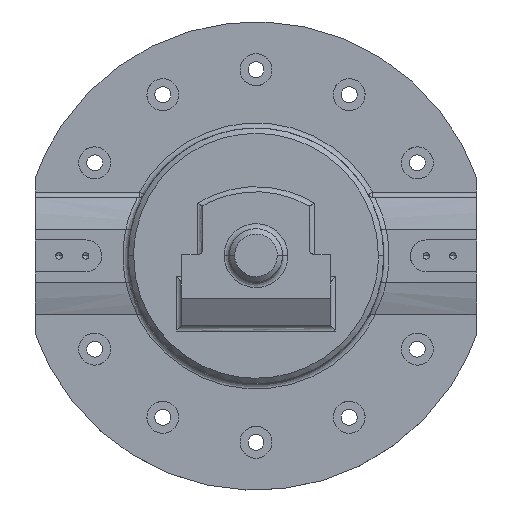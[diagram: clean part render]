
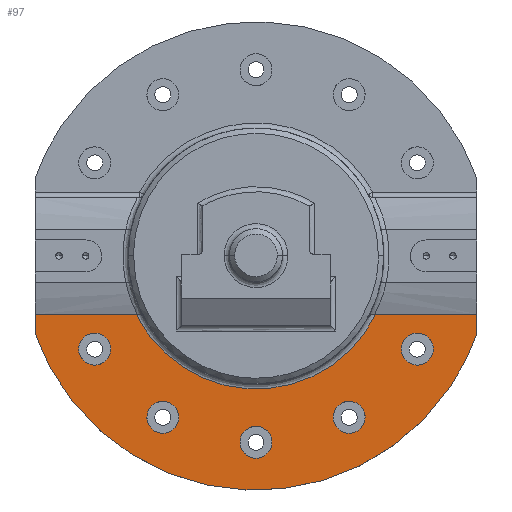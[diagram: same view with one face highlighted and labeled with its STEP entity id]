
A CAD part, top view. The second image highlights one B-rep face of the part: STEP entity #97.
In plain terms, the highlighted planar face has unit normal (0, 0, 1).
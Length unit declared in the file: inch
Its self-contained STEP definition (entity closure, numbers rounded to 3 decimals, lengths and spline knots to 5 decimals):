
#33=FACE_BOUND('',#443,.T.);
#34=FACE_BOUND('',#444,.T.);
#35=FACE_BOUND('',#445,.T.);
#36=FACE_BOUND('',#446,.T.);
#37=FACE_BOUND('',#447,.T.);
#97=ADVANCED_FACE('',(#260,#33,#34,#35,#36,#37),#2543,.T.);
#260=FACE_OUTER_BOUND('',#442,.T.);
#442=EDGE_LOOP('',(#831,#832,#833,#834,#835,#836));
#443=EDGE_LOOP('',(#837,#838));
#444=EDGE_LOOP('',(#839,#840));
#445=EDGE_LOOP('',(#841,#842));
#446=EDGE_LOOP('',(#843,#844));
#447=EDGE_LOOP('',(#845,#846));
#831=ORIENTED_EDGE('',*,*,#1486,.T.);
#832=ORIENTED_EDGE('',*,*,#1536,.T.);
#833=ORIENTED_EDGE('',*,*,#1537,.T.);
#834=ORIENTED_EDGE('',*,*,#1782,.T.);
#835=ORIENTED_EDGE('',*,*,#1538,.T.);
#836=ORIENTED_EDGE('',*,*,#1532,.F.);
#837=ORIENTED_EDGE('',*,*,#1688,.T.);
#838=ORIENTED_EDGE('',*,*,#1689,.T.);
#839=ORIENTED_EDGE('',*,*,#1678,.T.);
#840=ORIENTED_EDGE('',*,*,#1679,.T.);
#841=ORIENTED_EDGE('',*,*,#1668,.T.);
#842=ORIENTED_EDGE('',*,*,#1669,.T.);
#843=ORIENTED_EDGE('',*,*,#1658,.T.);
#844=ORIENTED_EDGE('',*,*,#1659,.T.);
#845=ORIENTED_EDGE('',*,*,#1648,.T.);
#846=ORIENTED_EDGE('',*,*,#1649,.T.);
#1486=EDGE_CURVE('',#2335,#2336,#2071,.T.);
#1532=EDGE_CURVE('',#2335,#2379,#1906,.T.);
#1536=EDGE_CURVE('',#2336,#2381,#1910,.T.);
#1537=EDGE_CURVE('',#2381,#2382,#1911,.T.);
#1538=EDGE_CURVE('',#2383,#2379,#1912,.T.);
#1648=EDGE_CURVE('',#2393,#2392,#2134,.T.);
#1649=EDGE_CURVE('',#2392,#2393,#2135,.T.);
#1658=EDGE_CURVE('',#2391,#2390,#2142,.T.);
#1659=EDGE_CURVE('',#2390,#2391,#2143,.T.);
#1668=EDGE_CURVE('',#2389,#2388,#2150,.T.);
#1669=EDGE_CURVE('',#2388,#2389,#2151,.T.);
#1678=EDGE_CURVE('',#2387,#2386,#2158,.T.);
#1679=EDGE_CURVE('',#2386,#2387,#2159,.T.);
#1688=EDGE_CURVE('',#2385,#2384,#2166,.T.);
#1689=EDGE_CURVE('',#2384,#2385,#2167,.T.);
#1782=EDGE_CURVE('',#2382,#2383,#2238,.T.);
#1906=B_SPLINE_CURVE_WITH_KNOTS('',1,(#5654,#5655),.UNSPECIFIED.,.F.,.F.,
(2,2),(-4.76251,0.),.UNSPECIFIED.);
#1910=B_SPLINE_CURVE_WITH_KNOTS('',1,(#5667,#5668),.UNSPECIFIED.,.F.,.F.,
(2,2),(0.,4.76251),.UNSPECIFIED.);
#1911=B_SPLINE_CURVE_WITH_KNOTS('',1,(#5669,#5670),.UNSPECIFIED.,.F.,.F.,
(2,2),(0.,0.90505),.UNSPECIFIED.);
#1912=B_SPLINE_CURVE_WITH_KNOTS('',1,(#5671,#5672),.UNSPECIFIED.,.F.,.F.,
(2,2),(0.,0.90505),.UNSPECIFIED.);
#2071=(
BOUNDED_CURVE()
B_SPLINE_CURVE(2,(#5469,#5470,#5471,#5472,#5473),.UNSPECIFIED.,.F.,.F.)
B_SPLINE_CURVE_WITH_KNOTS((3,2,3),(-13.93997,-6.96999,
0.),.UNSPECIFIED.)
CURVE()
GEOMETRIC_REPRESENTATION_ITEM()
RATIONAL_B_SPLINE_CURVE((1.,0.849,1.,0.849,1.))
REPRESENTATION_ITEM('')
);
#2134=(
BOUNDED_CURVE()
B_SPLINE_CURVE(2,(#6054,#6055,#6056,#6057,#6058),.UNSPECIFIED.,.F.,.F.)
B_SPLINE_CURVE_WITH_KNOTS((3,2,3),(2.35619,3.53429,4.71239),
 .UNSPECIFIED.)
CURVE()
GEOMETRIC_REPRESENTATION_ITEM()
RATIONAL_B_SPLINE_CURVE((1.,0.707,1.,0.707,1.))
REPRESENTATION_ITEM('')
);
#2135=(
BOUNDED_CURVE()
B_SPLINE_CURVE(2,(#6059,#6060,#6061,#6062,#6063),.UNSPECIFIED.,.F.,.F.)
B_SPLINE_CURVE_WITH_KNOTS((3,2,3),(0.,1.1781,2.35619),
 .UNSPECIFIED.)
CURVE()
GEOMETRIC_REPRESENTATION_ITEM()
RATIONAL_B_SPLINE_CURVE((1.,0.707,1.,0.707,1.))
REPRESENTATION_ITEM('')
);
#2142=(
BOUNDED_CURVE()
B_SPLINE_CURVE(2,(#6098,#6099,#6100,#6101,#6102),.UNSPECIFIED.,.F.,.F.)
B_SPLINE_CURVE_WITH_KNOTS((3,2,3),(2.35619,3.53429,4.71239),
 .UNSPECIFIED.)
CURVE()
GEOMETRIC_REPRESENTATION_ITEM()
RATIONAL_B_SPLINE_CURVE((1.,0.707,1.,0.707,1.))
REPRESENTATION_ITEM('')
);
#2143=(
BOUNDED_CURVE()
B_SPLINE_CURVE(2,(#6103,#6104,#6105,#6106,#6107),.UNSPECIFIED.,.F.,.F.)
B_SPLINE_CURVE_WITH_KNOTS((3,2,3),(0.,1.1781,2.35619),
 .UNSPECIFIED.)
CURVE()
GEOMETRIC_REPRESENTATION_ITEM()
RATIONAL_B_SPLINE_CURVE((1.,0.707,1.,0.707,1.))
REPRESENTATION_ITEM('')
);
#2150=(
BOUNDED_CURVE()
B_SPLINE_CURVE(2,(#6142,#6143,#6144,#6145,#6146),.UNSPECIFIED.,.F.,.F.)
B_SPLINE_CURVE_WITH_KNOTS((3,2,3),(2.35619,3.53429,4.71239),
 .UNSPECIFIED.)
CURVE()
GEOMETRIC_REPRESENTATION_ITEM()
RATIONAL_B_SPLINE_CURVE((1.,0.707,1.,0.707,1.))
REPRESENTATION_ITEM('')
);
#2151=(
BOUNDED_CURVE()
B_SPLINE_CURVE(2,(#6147,#6148,#6149,#6150,#6151),.UNSPECIFIED.,.F.,.F.)
B_SPLINE_CURVE_WITH_KNOTS((3,2,3),(0.,1.1781,2.35619),
 .UNSPECIFIED.)
CURVE()
GEOMETRIC_REPRESENTATION_ITEM()
RATIONAL_B_SPLINE_CURVE((1.,0.707,1.,0.707,1.))
REPRESENTATION_ITEM('')
);
#2158=(
BOUNDED_CURVE()
B_SPLINE_CURVE(2,(#6186,#6187,#6188,#6189,#6190),.UNSPECIFIED.,.F.,.F.)
B_SPLINE_CURVE_WITH_KNOTS((3,2,3),(2.35619,3.53429,4.71239),
 .UNSPECIFIED.)
CURVE()
GEOMETRIC_REPRESENTATION_ITEM()
RATIONAL_B_SPLINE_CURVE((1.,0.707,1.,0.707,1.))
REPRESENTATION_ITEM('')
);
#2159=(
BOUNDED_CURVE()
B_SPLINE_CURVE(2,(#6191,#6192,#6193,#6194,#6195),.UNSPECIFIED.,.F.,.F.)
B_SPLINE_CURVE_WITH_KNOTS((3,2,3),(0.,1.1781,2.35619),
 .UNSPECIFIED.)
CURVE()
GEOMETRIC_REPRESENTATION_ITEM()
RATIONAL_B_SPLINE_CURVE((1.,0.707,1.,0.707,1.))
REPRESENTATION_ITEM('')
);
#2166=(
BOUNDED_CURVE()
B_SPLINE_CURVE(2,(#6230,#6231,#6232,#6233,#6234),.UNSPECIFIED.,.F.,.F.)
B_SPLINE_CURVE_WITH_KNOTS((3,2,3),(2.35619,3.53429,4.71239),
 .UNSPECIFIED.)
CURVE()
GEOMETRIC_REPRESENTATION_ITEM()
RATIONAL_B_SPLINE_CURVE((1.,0.707,1.,0.707,1.))
REPRESENTATION_ITEM('')
);
#2167=(
BOUNDED_CURVE()
B_SPLINE_CURVE(2,(#6235,#6236,#6237,#6238,#6239),.UNSPECIFIED.,.F.,.F.)
B_SPLINE_CURVE_WITH_KNOTS((3,2,3),(0.,1.1781,2.35619),
 .UNSPECIFIED.)
CURVE()
GEOMETRIC_REPRESENTATION_ITEM()
RATIONAL_B_SPLINE_CURVE((1.,0.707,1.,0.707,1.))
REPRESENTATION_ITEM('')
);
#2238=(
BOUNDED_CURVE()
B_SPLINE_CURVE(2,(#6560,#6561,#6562,#6563,#6564),.UNSPECIFIED.,.F.,.F.)
B_SPLINE_CURVE_WITH_KNOTS((3,2,3),(0.,13.55287,27.10575),
 .UNSPECIFIED.)
CURVE()
GEOMETRIC_REPRESENTATION_ITEM()
RATIONAL_B_SPLINE_CURVE((1.,0.816,1.,0.816,1.))
REPRESENTATION_ITEM('')
);
#2335=VERTEX_POINT('',#5056);
#2336=VERTEX_POINT('',#5057);
#2379=VERTEX_POINT('',#5100);
#2381=VERTEX_POINT('',#5102);
#2382=VERTEX_POINT('',#5103);
#2383=VERTEX_POINT('',#5104);
#2384=VERTEX_POINT('',#5105);
#2385=VERTEX_POINT('',#5106);
#2386=VERTEX_POINT('',#5107);
#2387=VERTEX_POINT('',#5108);
#2388=VERTEX_POINT('',#5109);
#2389=VERTEX_POINT('',#5110);
#2390=VERTEX_POINT('',#5111);
#2391=VERTEX_POINT('',#5112);
#2392=VERTEX_POINT('',#5113);
#2393=VERTEX_POINT('',#5114);
#2543=PLANE('',#2793);
#2793=AXIS2_PLACEMENT_3D('',#3961,#2840,$);
#2840=DIRECTION('',(0.,0.,1.));
#3961=CARTESIAN_POINT('',(-12.45472,-11.82972,-4.));
#5056=CARTESIAN_POINT('',(5.61249,-2.75,-4.));
#5057=CARTESIAN_POINT('',(-5.61249,-2.75,-4.));
#5100=CARTESIAN_POINT('',(10.375,-2.75,-4.));
#5102=CARTESIAN_POINT('',(-10.375,-2.75,-4.));
#5103=CARTESIAN_POINT('',(-10.375,-3.65505,-4.));
#5104=CARTESIAN_POINT('',(10.375,-3.65505,-4.));
#5105=CARTESIAN_POINT('',(-6.82772,-4.375,-4.));
#5106=CARTESIAN_POINT('',(-8.32772,-4.375,-4.));
#5107=CARTESIAN_POINT('',(-3.625,-7.57772,-4.));
#5108=CARTESIAN_POINT('',(-5.125,-7.57772,-4.));
#5109=CARTESIAN_POINT('',(0.75,-8.75,-4.));
#5110=CARTESIAN_POINT('',(-0.75,-8.75,-4.));
#5111=CARTESIAN_POINT('',(5.125,-7.57772,-4.));
#5112=CARTESIAN_POINT('',(3.625,-7.57772,-4.));
#5113=CARTESIAN_POINT('',(8.32772,-4.375,-4.));
#5114=CARTESIAN_POINT('',(6.82772,-4.375,-4.));
#5469=CARTESIAN_POINT('',(5.61249,-2.75,-4.));
#5470=CARTESIAN_POINT('',(3.89756,-6.25,-4.));
#5471=CARTESIAN_POINT('',(0.,-6.25,-4.));
#5472=CARTESIAN_POINT('',(-3.89756,-6.25,-4.));
#5473=CARTESIAN_POINT('',(-5.61249,-2.75,-4.));
#5654=CARTESIAN_POINT('',(5.61249,-2.75,-4.));
#5655=CARTESIAN_POINT('',(10.375,-2.75,-4.));
#5667=CARTESIAN_POINT('',(-5.61249,-2.75,-4.));
#5668=CARTESIAN_POINT('',(-10.375,-2.75,-4.));
#5669=CARTESIAN_POINT('',(-10.375,-2.75,-4.));
#5670=CARTESIAN_POINT('',(-10.375,-3.65505,-4.));
#5671=CARTESIAN_POINT('',(10.375,-3.65505,-4.));
#5672=CARTESIAN_POINT('',(10.375,-2.75,-4.));
#6054=CARTESIAN_POINT('',(6.82772,-4.375,-4.));
#6055=CARTESIAN_POINT('',(6.82772,-3.625,-4.));
#6056=CARTESIAN_POINT('',(7.57772,-3.625,-4.));
#6057=CARTESIAN_POINT('',(8.32772,-3.625,-4.));
#6058=CARTESIAN_POINT('',(8.32772,-4.375,-4.));
#6059=CARTESIAN_POINT('',(8.32772,-4.375,-4.));
#6060=CARTESIAN_POINT('',(8.32772,-5.125,-4.));
#6061=CARTESIAN_POINT('',(7.57772,-5.125,-4.));
#6062=CARTESIAN_POINT('',(6.82772,-5.125,-4.));
#6063=CARTESIAN_POINT('',(6.82772,-4.375,-4.));
#6098=CARTESIAN_POINT('',(3.625,-7.57772,-4.));
#6099=CARTESIAN_POINT('',(3.625,-6.82772,-4.));
#6100=CARTESIAN_POINT('',(4.375,-6.82772,-4.));
#6101=CARTESIAN_POINT('',(5.125,-6.82772,-4.));
#6102=CARTESIAN_POINT('',(5.125,-7.57772,-4.));
#6103=CARTESIAN_POINT('',(5.125,-7.57772,-4.));
#6104=CARTESIAN_POINT('',(5.125,-8.32772,-4.));
#6105=CARTESIAN_POINT('',(4.375,-8.32772,-4.));
#6106=CARTESIAN_POINT('',(3.625,-8.32772,-4.));
#6107=CARTESIAN_POINT('',(3.625,-7.57772,-4.));
#6142=CARTESIAN_POINT('',(-0.75,-8.75,-4.));
#6143=CARTESIAN_POINT('',(-0.75,-8.,-4.));
#6144=CARTESIAN_POINT('',(0.,-8.,-4.));
#6145=CARTESIAN_POINT('',(0.75,-8.,-4.));
#6146=CARTESIAN_POINT('',(0.75,-8.75,-4.));
#6147=CARTESIAN_POINT('',(0.75,-8.75,-4.));
#6148=CARTESIAN_POINT('',(0.75,-9.5,-4.));
#6149=CARTESIAN_POINT('',(0.,-9.5,-4.));
#6150=CARTESIAN_POINT('',(-0.75,-9.5,-4.));
#6151=CARTESIAN_POINT('',(-0.75,-8.75,-4.));
#6186=CARTESIAN_POINT('',(-5.125,-7.57772,-4.));
#6187=CARTESIAN_POINT('',(-5.125,-6.82772,-4.));
#6188=CARTESIAN_POINT('',(-4.375,-6.82772,-4.));
#6189=CARTESIAN_POINT('',(-3.625,-6.82772,-4.));
#6190=CARTESIAN_POINT('',(-3.625,-7.57772,-4.));
#6191=CARTESIAN_POINT('',(-3.625,-7.57772,-4.));
#6192=CARTESIAN_POINT('',(-3.625,-8.32772,-4.));
#6193=CARTESIAN_POINT('',(-4.375,-8.32772,-4.));
#6194=CARTESIAN_POINT('',(-5.125,-8.32772,-4.));
#6195=CARTESIAN_POINT('',(-5.125,-7.57772,-4.));
#6230=CARTESIAN_POINT('',(-8.32772,-4.375,-4.));
#6231=CARTESIAN_POINT('',(-8.32772,-3.625,-4.));
#6232=CARTESIAN_POINT('',(-7.57772,-3.625,-4.));
#6233=CARTESIAN_POINT('',(-6.82772,-3.625,-4.));
#6234=CARTESIAN_POINT('',(-6.82772,-4.375,-4.));
#6235=CARTESIAN_POINT('',(-6.82772,-4.375,-4.));
#6236=CARTESIAN_POINT('',(-6.82772,-5.125,-4.));
#6237=CARTESIAN_POINT('',(-7.57772,-5.125,-4.));
#6238=CARTESIAN_POINT('',(-8.32772,-5.125,-4.));
#6239=CARTESIAN_POINT('',(-8.32772,-4.375,-4.));
#6560=CARTESIAN_POINT('',(-10.375,-3.65505,-4.));
#6561=CARTESIAN_POINT('',(-7.78742,-11.,-4.));
#6562=CARTESIAN_POINT('',(0.,-11.,-4.));
#6563=CARTESIAN_POINT('',(7.78742,-11.,-4.));
#6564=CARTESIAN_POINT('',(10.375,-3.65505,-4.));
